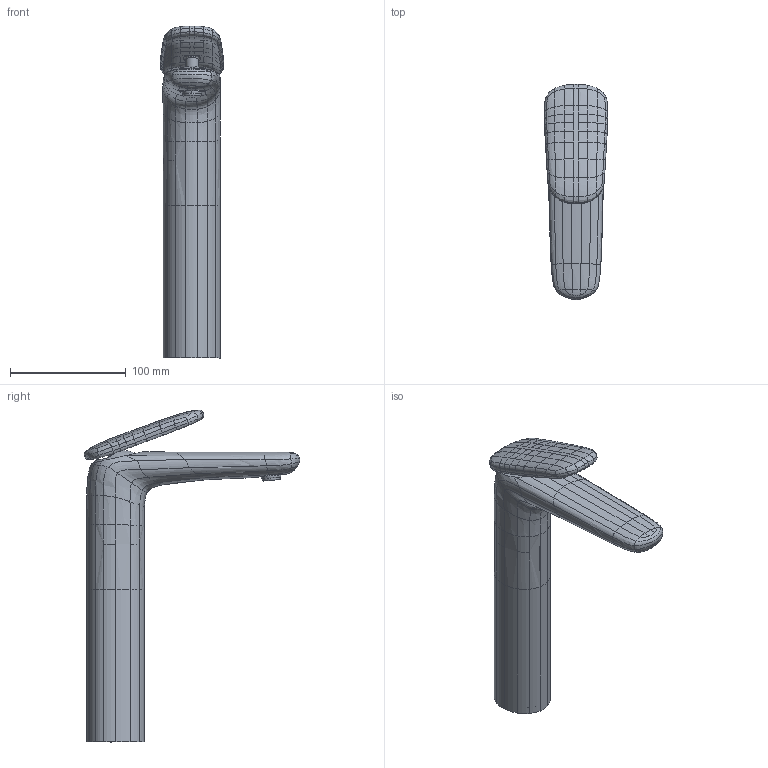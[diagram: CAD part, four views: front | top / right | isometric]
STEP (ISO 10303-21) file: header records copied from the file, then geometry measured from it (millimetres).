
FILE_DESCRIPTION(/* description */ (''),/* implementation_level */ '2;1');
FILE_NAME(/* name */ 'TVW111005000.step',/* time_stamp */ '2023-01-19T13:42:18+01:00',/* author */ (''),/* organization */ (''),/* preprocessor_version */ 'ST-DEVELOPER v19.2',/* originating_system */ 'Autodesk Translation Framework v11.17.0.187',/* authorisation */ '');
FILE_SCHEMA (('AUTOMOTIVE_DESIGN { 1 0 10303 214 3 1 1 }'));
Products named in the file (7): (Nicht gespeichert); CORPO-211LL-ANTAO-CART-25-V1; CAPP-LAVABO-ANTAO-CART-25-V9; MANIGLIA-ANTAO-CART-25-V9; AC53G5682ASSSLC1_2NE; Komponente5; Komponente6
Assembly tree (6 placements, depth 2):
  (Nicht gespeichert)
    CORPO-211LL-ANTAO-CART-25-V1
    CAPP-LAVABO-ANTAO-CART-25-V9
    MANIGLIA-ANTAO-CART-25-V9
    AC53G5682ASSSLC1_2NE
    Komponente5
    Komponente6
Bounding box: 54.54 x 185.7 x 286.22 mm (x, y, z)
Surface area: 105529.9 mm2 (no closed solid volume)
Topology: 0 solids, 5 shells, 489 faces, 1090 edges, 606 vertices
Faces by surface type: bspline 427, plane 33, cylinder 25, cone 3, torus 1
Full cylindrical faces by diameter (mm): 11 x1, 17 x1, 23.1 x1, 24 x1, 24.5 x1, 36.5 x1
Entity records: 41984 total; most frequent: CARTESIAN_POINT 34060, ORIENTED_EDGE 2127, EDGE_CURVE 1082, B_SPLINE_CURVE_WITH_KNOTS 790, VERTEX_POINT 606, DIRECTION 548, EDGE_LOOP 499, FACE_OUTER_BOUND 489
